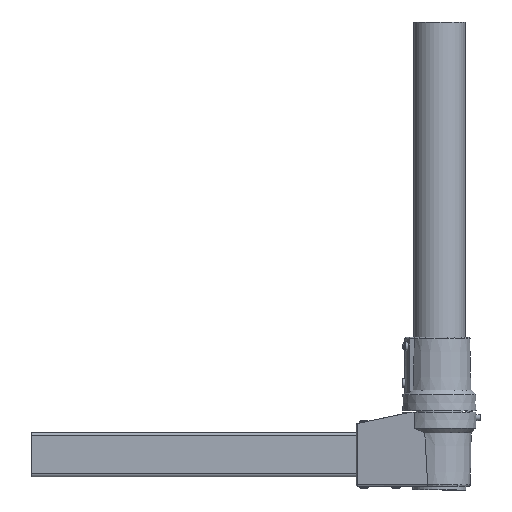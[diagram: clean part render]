
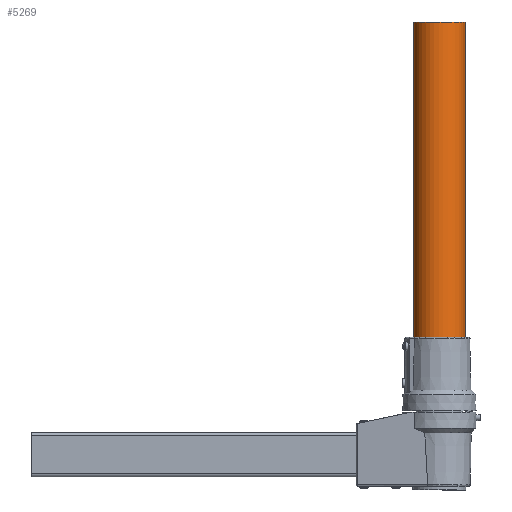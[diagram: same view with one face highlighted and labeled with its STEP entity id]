
A CAD part, front view. The second image highlights one B-rep face of the part: STEP entity #5269.
In plain terms, the highlighted cylindrical face has radius 35 mm (diameter 70 mm), a full revolution.
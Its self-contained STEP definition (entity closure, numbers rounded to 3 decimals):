
#397 = DIRECTION ( 'NONE',  ( 0., 0., -1. ) ) ;
#1238 = CARTESIAN_POINT ( 'NONE',  ( 147.591, 5.334, 131.5 ) ) ;
#2608 = DIRECTION ( 'NONE',  ( 0., 0., 1. ) ) ;
#2756 = CARTESIAN_POINT ( 'NONE',  ( 113., 0., 131.5 ) ) ;
#3383 = CARTESIAN_POINT ( 'NONE',  ( 147.591, 5.334, 631.5 ) ) ;
#4092 = AXIS2_PLACEMENT_3D ( 'NONE', #10409, #397, #4718 ) ;
#4718 = DIRECTION ( 'NONE',  ( 0.988, 0.152, 0. ) ) ;
#5147 = EDGE_LOOP ( 'NONE', ( #9501 ) ) ;
#5269 = ADVANCED_FACE ( 'NONE', ( #10334, #12525 ), #12661, .T. ) ;
#5323 = ORIENTED_EDGE ( 'NONE', *, *, #12443, .T. ) ;
#6911 = AXIS2_PLACEMENT_3D ( 'NONE', #9625, #7518, #7453 ) ;
#7453 = DIRECTION ( 'NONE',  ( 0.988, 0.152, 0. ) ) ;
#7518 = DIRECTION ( 'NONE',  ( 0., 0., -1. ) ) ;
#7683 = VERTEX_POINT ( 'NONE', #1238 ) ;
#8504 = CIRCLE ( 'NONE', #4092, 35. ) ;
#8761 = VERTEX_POINT ( 'NONE', #3383 ) ;
#9501 = ORIENTED_EDGE ( 'NONE', *, *, #14101, .F. ) ;
#9625 = CARTESIAN_POINT ( 'NONE',  ( 113., 0., 631.5 ) ) ;
#10050 = EDGE_LOOP ( 'NONE', ( #5323 ) ) ;
#10148 = CIRCLE ( 'NONE', #6911, 35. ) ;
#10334 = FACE_OUTER_BOUND ( 'NONE', #5147, .T. ) ;
#10409 = CARTESIAN_POINT ( 'NONE',  ( 113., 0., 131.5 ) ) ;
#10863 = AXIS2_PLACEMENT_3D ( 'NONE', #2756, #2608, #13606 ) ;
#12443 = EDGE_CURVE ( 'NONE', #8761, #8761, #10148, .T. ) ;
#12525 = FACE_OUTER_BOUND ( 'NONE', #10050, .T. ) ;
#12661 = CYLINDRICAL_SURFACE ( 'NONE', #10863, 35. ) ;
#13606 = DIRECTION ( 'NONE',  ( 0.988, 0.152, 0. ) ) ;
#14101 = EDGE_CURVE ( 'NONE', #7683, #7683, #8504, .T. ) ;
